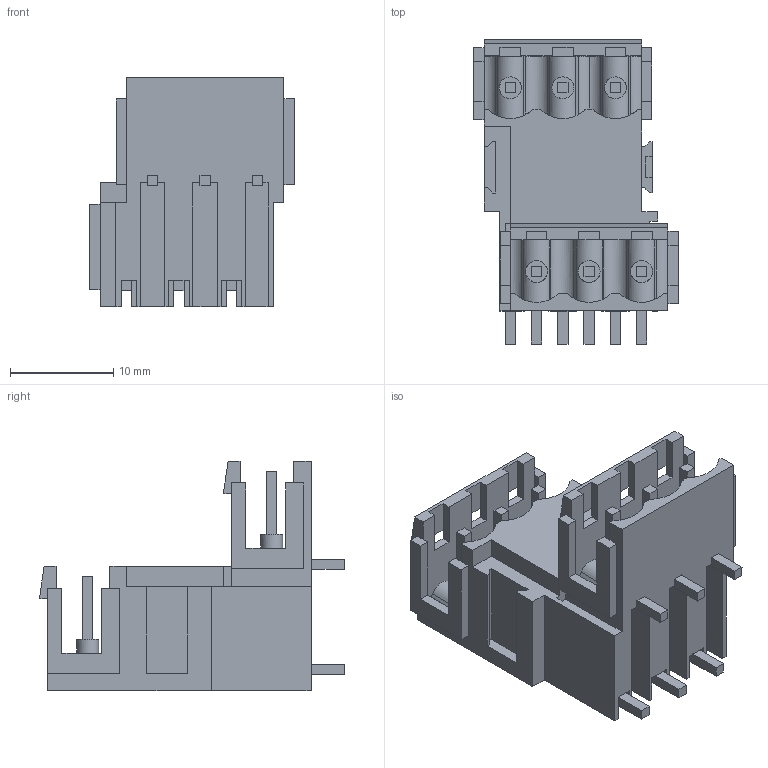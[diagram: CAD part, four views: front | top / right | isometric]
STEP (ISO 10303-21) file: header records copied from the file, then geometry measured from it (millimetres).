
FILE_DESCRIPTION(('CATIA V5 STEP Exchange','CAx-IF Rec.Pracs.--- Model Styling and Organization---1.2---2011-12-15'),'2;1');
FILE_NAME ('D1454996_0_1726520000_1726520000.stp','2017-09-26T13:29:50+00:00',('none'),('Weidmueller'),'CATIA Version 5-6 Release 2014','CATIA V5 STEP AP214','none');
FILE_SCHEMA(('AUTOMOTIVE_DESIGN { 1 0 10303 214 1 1 1 1 }'));
Length unit declared in the file: millimetre
Products named in the file (1): 1726520000
Bounding box: 19.74 x 29.41 x 22.16 mm (x, y, z)
Volume: 3658.2 mm3; surface area: 4893.2 mm2
Topology: 7 solids, 7 shells, 298 faces, 930 edges, 630 vertices
Faces by surface type: plane 261, cylinder 37
Entity records: 10387 total; most frequent: CARTESIAN_POINT 2351, ORIENTED_EDGE 1860, DIRECTION 1307, EDGE_CURVE 930, VECTOR 822, LINE 822, VERTEX_POINT 630, EDGE_LOOP 312
